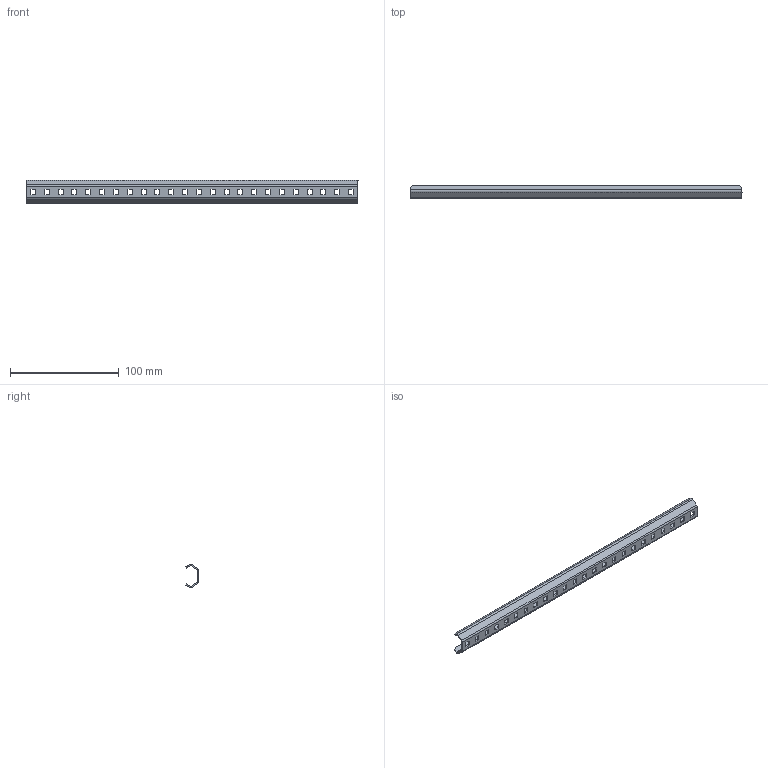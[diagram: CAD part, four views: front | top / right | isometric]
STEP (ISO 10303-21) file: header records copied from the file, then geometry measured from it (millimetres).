
FILE_DESCRIPTION(/* description */ (''),/* implementation_level */ '2;1');
FILE_NAME(/* name */ 'Linear Slide-Outer.ipt.step',/* time_stamp */ '2020-04-16T23:04:01-04:00',/* author */ ('Hannah'),/* organization */ (''),/* preprocessor_version */ 'ST-DEVELOPER v17',/* originating_system */ 'Autodesk Inventor 2019',/* authorisation */ '');
FILE_SCHEMA (('AUTOMOTIVE_DESIGN { 1 0 10303 214 3 1 1 }'));
Length unit declared in the file: inch
Products named in the file (1): Linear Slide-Outer
Bounding box: 304.8 x 11.82 x 21.48 mm (x, y, z)
Volume: 12665.5 mm3; surface area: 22967.3 mm2
Topology: 1 solids, 1 shells, 234 faces, 689 edges, 458 vertices
Faces by surface type: plane 130, cylinder 104
Entity records: 7871 total; most frequent: DIRECTION 1390, CARTESIAN_POINT 1357, ORIENTED_EDGE 1328, EDGE_CURVE 664, AXIS2_PLACEMENT_3D 467, LINE 456, VECTOR 456, VERTEX_POINT 432
